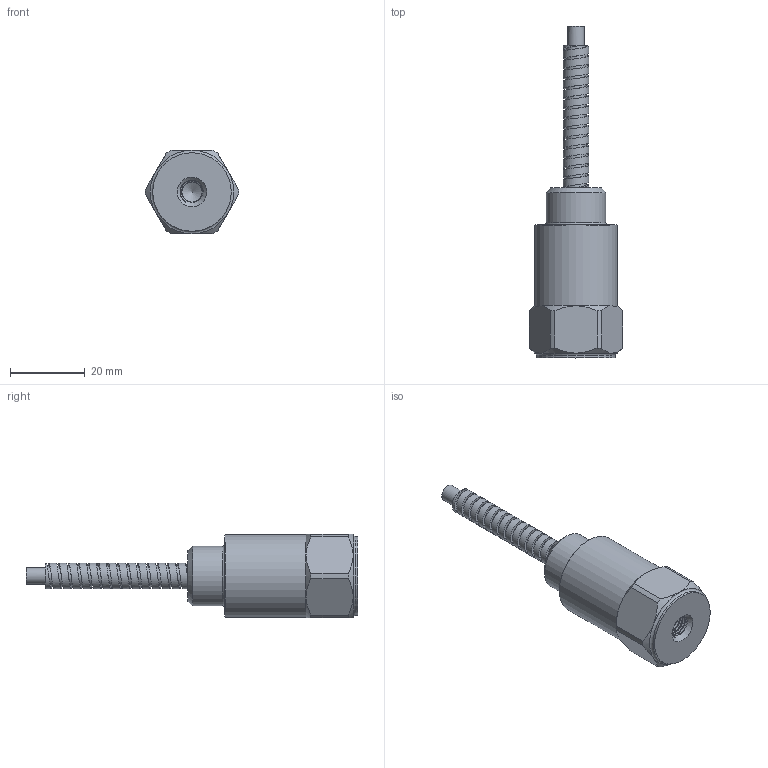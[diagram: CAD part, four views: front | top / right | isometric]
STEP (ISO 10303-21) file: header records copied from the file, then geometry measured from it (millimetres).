
FILE_DESCRIPTION(/* description */ (''),/* implementation_level */ '2;1');
FILE_NAME(/* name */ 'MASTER_NEGATIVE_TOP-EXIT_ARMOR_STANDARD.stp',/* time_stamp */ '2017-04-25T17:52:03-04:00',/* author */ ('aneininger'),/* organization */ ('CONNECTION TECHNOLOGY CENTER'),/* preprocessor_version */ 'ST-DEVELOPER v16.5',/* originating_system */ 'Autodesk Inventor 2017',/* authorisation */ '');
FILE_SCHEMA (('AUTOMOTIVE_DESIGN { 1 0 10303 214 3 1 1 }'));
Length unit declared in the file: inch
Products named in the file (1): MASTER_NEGATIVE_TOP-EXIT_ARMOR_STANDARD
Bounding box: 24.89 x 88.52 x 22.23 mm (x, y, z)
Volume: 8853.8 mm3; surface area: 9374.8 mm2
Topology: 1 solids, 1 shells, 340 faces, 749 edges, 487 vertices
Faces by surface type: plane 145, cylinder 106, bspline 62, cone 25, torus 2
Full cylindrical faces by diameter (mm): 0.127 x19, 0.203 x38, 1.27 x1, 1.413 x2, 2.89 x1, 3.417 x1, 3.571 x1, 4.039 x3, 4.496 x11, 11.43 x1, 13.335 x1, 15.875 x1, 18.821 x1, 18.923 x4, 20.955 x1, 22.047 x1
Entity records: 14610 total; most frequent: CARTESIAN_POINT 7932, DIRECTION 1218, ORIENTED_EDGE 1212, EDGE_CURVE 606, EDGE_LOOP 509, AXIS2_PLACEMENT_3D 498, VERTEX_POINT 453, FACE_OUTER_BOUND 329
